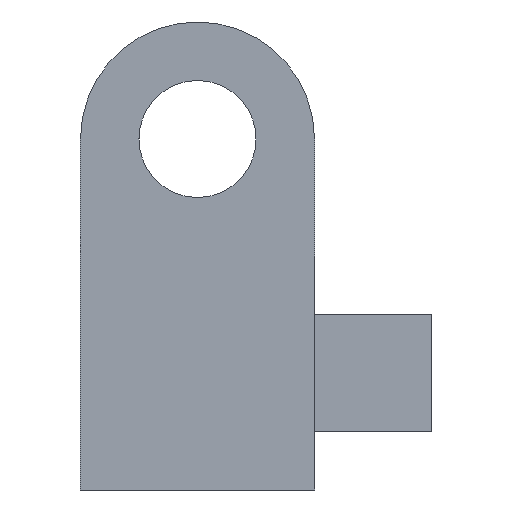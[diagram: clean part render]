
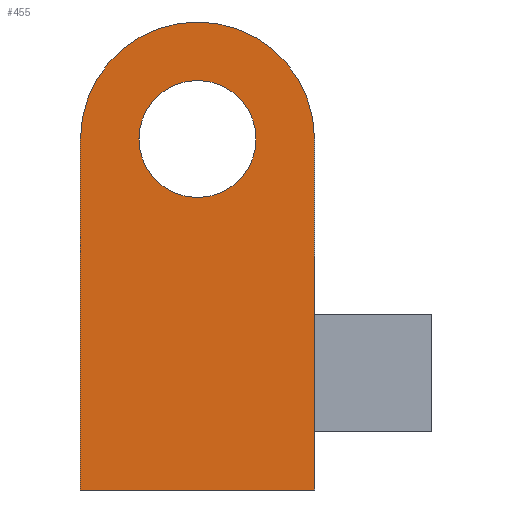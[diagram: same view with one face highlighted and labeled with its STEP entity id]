
A CAD part, left-side view. The second image highlights one B-rep face of the part: STEP entity #455.
In plain terms, the highlighted planar face has unit normal (-1, 0, 0).
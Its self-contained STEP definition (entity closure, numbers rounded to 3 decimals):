
#21=FACE_BOUND('',#93,.T.);
#39=PLANE('',#502);
#62=FACE_OUTER_BOUND('',#92,.T.);
#92=EDGE_LOOP('',(#402,#403,#404,#405));
#93=EDGE_LOOP('',(#406));
#131=LINE('',#714,#178);
#138=LINE('',#731,#185);
#139=LINE('',#733,#186);
#178=VECTOR('',#592,10.);
#185=VECTOR('',#609,10.);
#186=VECTOR('',#612,10.);
#194=CIRCLE('',#491,10.);
#196=CIRCLE('',#496,5.);
#226=VERTEX_POINT('',#701);
#227=VERTEX_POINT('',#703);
#230=VERTEX_POINT('',#713);
#232=VERTEX_POINT('',#719);
#235=VERTEX_POINT('',#729);
#276=EDGE_CURVE('',#226,#227,#194,.T.);
#281=EDGE_CURVE('',#227,#230,#131,.T.);
#285=EDGE_CURVE('',#232,#232,#196,.T.);
#290=EDGE_CURVE('',#235,#226,#138,.T.);
#291=EDGE_CURVE('',#230,#235,#139,.T.);
#402=ORIENTED_EDGE('',*,*,#276,.F.);
#403=ORIENTED_EDGE('',*,*,#290,.F.);
#404=ORIENTED_EDGE('',*,*,#291,.F.);
#405=ORIENTED_EDGE('',*,*,#281,.F.);
#406=ORIENTED_EDGE('',*,*,#285,.F.);
#455=ADVANCED_FACE('',(#62,#21),#39,.F.);
#491=AXIS2_PLACEMENT_3D('',#704,#581,#582);
#496=AXIS2_PLACEMENT_3D('',#721,#598,#599);
#502=AXIS2_PLACEMENT_3D('',#736,#616,#617);
#581=DIRECTION('center_axis',(1.,0.,0.));
#582=DIRECTION('ref_axis',(0.,1.,0.));
#592=DIRECTION('',(0.,0.,-1.));
#598=DIRECTION('center_axis',(-1.,0.,0.));
#599=DIRECTION('ref_axis',(0.,1.,0.));
#609=DIRECTION('',(0.,0.,1.));
#612=DIRECTION('',(0.,1.,0.));
#616=DIRECTION('center_axis',(1.,0.,0.));
#617=DIRECTION('ref_axis',(0.,1.,0.));
#701=CARTESIAN_POINT('',(0.,20.,30.));
#703=CARTESIAN_POINT('',(0.,0.,30.));
#704=CARTESIAN_POINT('Origin',(0.,10.,30.));
#713=CARTESIAN_POINT('',(0.,0.,0.));
#714=CARTESIAN_POINT('',(0.,0.,30.));
#719=CARTESIAN_POINT('',(0.,5.,30.));
#721=CARTESIAN_POINT('Origin',(0.,10.,30.));
#729=CARTESIAN_POINT('',(0.,20.,0.));
#731=CARTESIAN_POINT('',(0.,20.,0.));
#733=CARTESIAN_POINT('',(0.,0.,0.));
#736=CARTESIAN_POINT('Origin',(0.,10.,20.));
